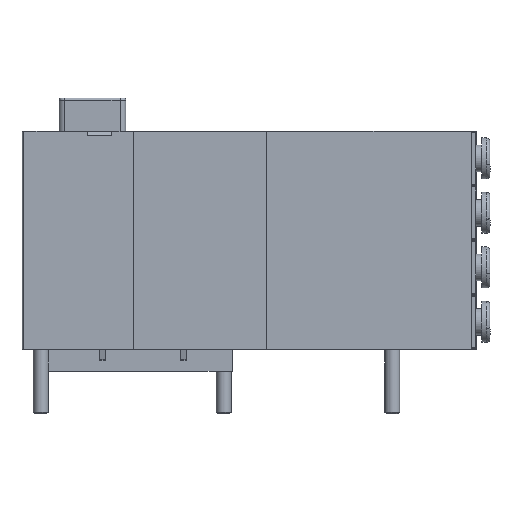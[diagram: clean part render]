
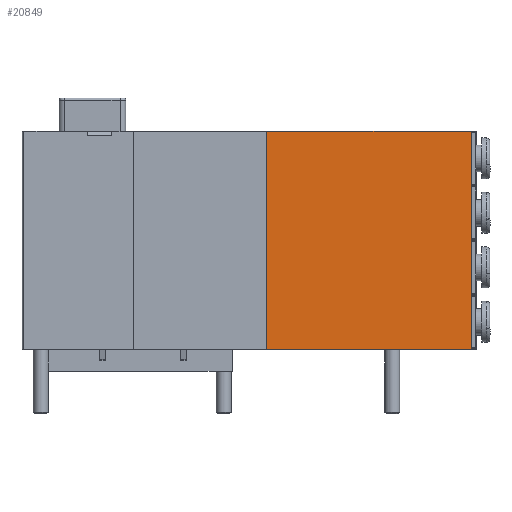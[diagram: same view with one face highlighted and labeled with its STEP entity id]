
A CAD part, front view. The second image highlights one B-rep face of the part: STEP entity #20849.
In plain terms, the highlighted planar face has unit normal (0, -1, 0).
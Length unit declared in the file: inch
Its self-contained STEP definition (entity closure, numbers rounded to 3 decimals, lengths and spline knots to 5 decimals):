
#3134 = LINE ( 'NONE', #42718, #11379 ) ;
#3294 = CARTESIAN_POINT ( 'NONE',  ( 4.73622, 0., 0. ) ) ;
#4940 = AXIS2_PLACEMENT_3D ( 'NONE', #42364, #6919, #50630 ) ;
#6767 = DIRECTION ( 'NONE',  ( 0., 0., -1. ) ) ;
#6905 = ORIENTED_EDGE ( 'NONE', *, *, #25876, .T. ) ;
#6919 = DIRECTION ( 'NONE',  ( 0., 1., 0. ) ) ;
#8191 = VERTEX_POINT ( 'NONE', #14059 ) ;
#9078 = CARTESIAN_POINT ( 'NONE',  ( 2.57874, 0., 0. ) ) ;
#9661 = VECTOR ( 'NONE', #14459, 39.37008 ) ;
#11379 = VECTOR ( 'NONE', #6767, 39.37008 ) ;
#12859 = CARTESIAN_POINT ( 'NONE',  ( 2.57874, 0., 0. ) ) ;
#12924 = EDGE_CURVE ( 'NONE', #8191, #32553, #3134, .T. ) ;
#13967 = ORIENTED_EDGE ( 'NONE', *, *, #20008, .F. ) ;
#14059 = CARTESIAN_POINT ( 'NONE',  ( 2.57874, 0., 2.29921 ) ) ;
#14459 = DIRECTION ( 'NONE',  ( 0., 0., -1. ) ) ;
#14934 = EDGE_CURVE ( 'NONE', #38190, #50693, #34340, .T. ) ;
#16324 = DIRECTION ( 'NONE',  ( 1., 0., 0. ) ) ;
#18831 = CARTESIAN_POINT ( 'NONE',  ( 4.73622, 0., 2.29921 ) ) ;
#19965 = LINE ( 'NONE', #9078, #21907 ) ;
#20008 = EDGE_CURVE ( 'NONE', #8191, #38190, #30342, .T. ) ;
#20849 = ADVANCED_FACE ( 'NONE', ( #47280 ), #35116, .F. ) ;
#21832 = DIRECTION ( 'NONE',  ( 1., 0., 0. ) ) ;
#21907 = VECTOR ( 'NONE', #16324, 39.37008 ) ;
#25876 = EDGE_CURVE ( 'NONE', #32553, #50693, #19965, .T. ) ;
#28218 = EDGE_LOOP ( 'NONE', ( #6905, #41536, #13967, #34787 ) ) ;
#30342 = LINE ( 'NONE', #34231, #38325 ) ;
#32553 = VERTEX_POINT ( 'NONE', #12859 ) ;
#34231 = CARTESIAN_POINT ( 'NONE',  ( 2.57874, 0., 2.29921 ) ) ;
#34340 = LINE ( 'NONE', #38209, #9661 ) ;
#34787 = ORIENTED_EDGE ( 'NONE', *, *, #12924, .T. ) ;
#35116 = PLANE ( 'NONE',  #4940 ) ;
#38190 = VERTEX_POINT ( 'NONE', #18831 ) ;
#38209 = CARTESIAN_POINT ( 'NONE',  ( 4.73622, 0., 2.29921 ) ) ;
#38325 = VECTOR ( 'NONE', #21832, 39.37008 ) ;
#41536 = ORIENTED_EDGE ( 'NONE', *, *, #14934, .F. ) ;
#42364 = CARTESIAN_POINT ( 'NONE',  ( 2.57874, 0., 2.29921 ) ) ;
#42718 = CARTESIAN_POINT ( 'NONE',  ( 2.57874, 0., 2.29921 ) ) ;
#47280 = FACE_OUTER_BOUND ( 'NONE', #28218, .T. ) ;
#50630 = DIRECTION ( 'NONE',  ( 0., 0., 1. ) ) ;
#50693 = VERTEX_POINT ( 'NONE', #3294 ) ;
